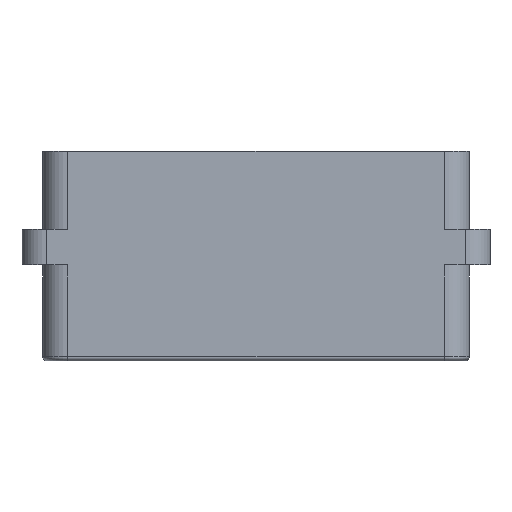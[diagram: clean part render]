
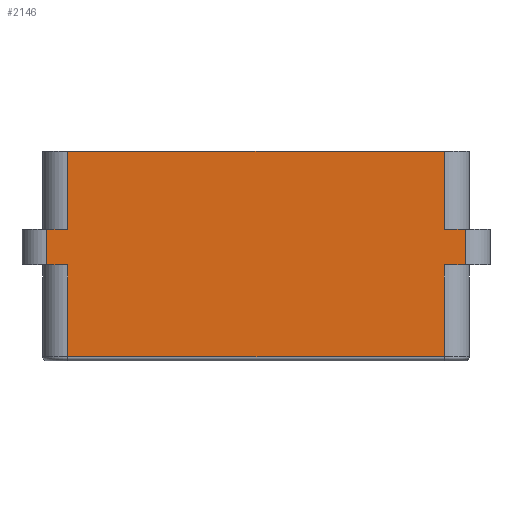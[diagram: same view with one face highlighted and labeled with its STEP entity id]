
A CAD part, front view. The second image highlights one B-rep face of the part: STEP entity #2146.
In plain terms, the highlighted planar face has unit normal (0, -1, 0).
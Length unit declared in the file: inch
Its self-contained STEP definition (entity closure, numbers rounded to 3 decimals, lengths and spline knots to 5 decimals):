
#9 = VERTEX_POINT ( 'NONE', #1044 ) ;
#41 = LINE ( 'NONE', #3097, #4711 ) ;
#55 = EDGE_CURVE ( 'NONE', #798, #3993, #4417, .T. ) ;
#125 = CARTESIAN_POINT ( 'NONE',  ( -0.45, -0.136, 0.315 ) ) ;
#135 = ORIENTED_EDGE ( 'NONE', *, *, #2063, .T. ) ;
#153 = ORIENTED_EDGE ( 'NONE', *, *, #4247, .F. ) ;
#167 = CARTESIAN_POINT ( 'NONE',  ( -0.5, -0.136, 0.315 ) ) ;
#171 = CARTESIAN_POINT ( 'NONE',  ( -0.5, -0.136, 0.315 ) ) ;
#301 = VERTEX_POINT ( 'NONE', #1921 ) ;
#322 = LINE ( 'NONE', #4397, #2183 ) ;
#356 = VERTEX_POINT ( 'NONE', #171 ) ;
#406 = EDGE_CURVE ( 'NONE', #4458, #3022, #1943, .T. ) ;
#522 = VERTEX_POINT ( 'NONE', #1010 ) ;
#538 = ORIENTED_EDGE ( 'NONE', *, *, #3119, .T. ) ;
#577 = ORIENTED_EDGE ( 'NONE', *, *, #406, .F. ) ;
#669 = VERTEX_POINT ( 'NONE', #1827 ) ;
#680 = VECTOR ( 'NONE', #4608, 39.37008 ) ;
#777 = ORIENTED_EDGE ( 'NONE', *, *, #2557, .F. ) ;
#798 = VERTEX_POINT ( 'NONE', #3729 ) ;
#842 = CARTESIAN_POINT ( 'NONE',  ( -0.45, -0.136, 0.5025 ) ) ;
#896 = DIRECTION ( 'NONE',  ( 1., 0., 0. ) ) ;
#913 = LINE ( 'NONE', #3937, #3610 ) ;
#919 = DIRECTION ( 'NONE',  ( 0., 0., 1. ) ) ;
#967 = VECTOR ( 'NONE', #4616, 39.37008 ) ;
#1010 = CARTESIAN_POINT ( 'NONE',  ( 0.452, -0.136, 0.01 ) ) ;
#1044 = CARTESIAN_POINT ( 'NONE',  ( -0.45, -0.136, 0.5025 ) ) ;
#1051 = CARTESIAN_POINT ( 'NONE',  ( -0.5, -0.136, 0.315 ) ) ;
#1106 = DIRECTION ( 'NONE',  ( 0., 0., -1. ) ) ;
#1205 = DIRECTION ( 'NONE',  ( 1., 0., 0. ) ) ;
#1257 = CARTESIAN_POINT ( 'NONE',  ( 0.452, -0.136, 0.5025 ) ) ;
#1274 = CARTESIAN_POINT ( 'NONE',  ( -0.5, -0.136, 0.315 ) ) ;
#1303 = CARTESIAN_POINT ( 'NONE',  ( 0.452, -0.136, 0.5025 ) ) ;
#1364 = DIRECTION ( 'NONE',  ( -1., 0., 0. ) ) ;
#1410 = DIRECTION ( 'NONE',  ( 0., 0., -1. ) ) ;
#1462 = EDGE_CURVE ( 'NONE', #3993, #522, #4752, .T. ) ;
#1624 = CARTESIAN_POINT ( 'NONE',  ( 0., -0.136, 0.23 ) ) ;
#1658 = PLANE ( 'NONE',  #3439 ) ;
#1733 = ORIENTED_EDGE ( 'NONE', *, *, #3048, .F. ) ;
#1801 = EDGE_CURVE ( 'NONE', #3392, #522, #3905, .T. ) ;
#1827 = CARTESIAN_POINT ( 'NONE',  ( -0.45, -0.136, 0.23 ) ) ;
#1839 = CARTESIAN_POINT ( 'NONE',  ( 0.452, -0.136, 0.01 ) ) ;
#1916 = ORIENTED_EDGE ( 'NONE', *, *, #2651, .T. ) ;
#1921 = CARTESIAN_POINT ( 'NONE',  ( 0.502, -0.136, 0.315 ) ) ;
#1943 = LINE ( 'NONE', #1303, #967 ) ;
#2013 = DIRECTION ( 'NONE',  ( 0., 0., -1. ) ) ;
#2063 = EDGE_CURVE ( 'NONE', #669, #3392, #2363, .T. ) ;
#2092 = CARTESIAN_POINT ( 'NONE',  ( -0.45, -0.136, 0.23 ) ) ;
#2146 = ADVANCED_FACE ( 'NONE', ( #3614 ), #1658, .F. ) ;
#2159 = EDGE_CURVE ( 'NONE', #3022, #301, #3728, .T. ) ;
#2183 = VECTOR ( 'NONE', #1106, 39.37008 ) ;
#2363 = LINE ( 'NONE', #2092, #3099 ) ;
#2381 = ORIENTED_EDGE ( 'NONE', *, *, #1462, .F. ) ;
#2400 = DIRECTION ( 'NONE',  ( 1., 0., 0. ) ) ;
#2408 = LINE ( 'NONE', #1051, #4239 ) ;
#2507 = ORIENTED_EDGE ( 'NONE', *, *, #2159, .F. ) ;
#2557 = EDGE_CURVE ( 'NONE', #669, #4708, #913, .T. ) ;
#2565 = DIRECTION ( 'NONE',  ( 1., 0., 0. ) ) ;
#2628 = LINE ( 'NONE', #842, #4697 ) ;
#2642 = LINE ( 'NONE', #4235, #680 ) ;
#2651 = EDGE_CURVE ( 'NONE', #356, #4708, #2408, .T. ) ;
#2721 = CARTESIAN_POINT ( 'NONE',  ( 0.452, -0.136, 0.315 ) ) ;
#2748 = ORIENTED_EDGE ( 'NONE', *, *, #1801, .T. ) ;
#2809 = DIRECTION ( 'NONE',  ( 0., 0., -1. ) ) ;
#3022 = VERTEX_POINT ( 'NONE', #2721 ) ;
#3048 = EDGE_CURVE ( 'NONE', #356, #3818, #41, .T. ) ;
#3074 = EDGE_LOOP ( 'NONE', ( #135, #2748, #2381, #3994, #153, #2507, #577, #3848, #538, #1733, #1916, #777 ) ) ;
#3097 = CARTESIAN_POINT ( 'NONE',  ( -0.5, -0.136, 0.315 ) ) ;
#3099 = VECTOR ( 'NONE', #2809, 39.37008 ) ;
#3110 = CARTESIAN_POINT ( 'NONE',  ( 0.452, -0.136, 0.23 ) ) ;
#3119 = EDGE_CURVE ( 'NONE', #9, #3818, #2642, .T. ) ;
#3224 = CARTESIAN_POINT ( 'NONE',  ( -0.45, -0.136, 0.01 ) ) ;
#3392 = VERTEX_POINT ( 'NONE', #3224 ) ;
#3428 = VECTOR ( 'NONE', #4214, 39.37008 ) ;
#3439 = AXIS2_PLACEMENT_3D ( 'NONE', #1274, #3480, #919 ) ;
#3480 = DIRECTION ( 'NONE',  ( 0., 1., 0. ) ) ;
#3526 = VECTOR ( 'NONE', #2013, 39.37008 ) ;
#3547 = CARTESIAN_POINT ( 'NONE',  ( 0.452, -0.136, 0.23 ) ) ;
#3610 = VECTOR ( 'NONE', #1364, 39.37008 ) ;
#3614 = FACE_OUTER_BOUND ( 'NONE', #3074, .T. ) ;
#3728 = LINE ( 'NONE', #167, #4482 ) ;
#3729 = CARTESIAN_POINT ( 'NONE',  ( 0.502, -0.136, 0.23 ) ) ;
#3818 = VERTEX_POINT ( 'NONE', #125 ) ;
#3848 = ORIENTED_EDGE ( 'NONE', *, *, #4600, .F. ) ;
#3905 = LINE ( 'NONE', #1839, #4775 ) ;
#3937 = CARTESIAN_POINT ( 'NONE',  ( 0., -0.136, 0.23 ) ) ;
#3993 = VERTEX_POINT ( 'NONE', #3547 ) ;
#3994 = ORIENTED_EDGE ( 'NONE', *, *, #55, .F. ) ;
#4207 = CARTESIAN_POINT ( 'NONE',  ( -0.5, -0.136, 0.23 ) ) ;
#4214 = DIRECTION ( 'NONE',  ( -1., 0., 0. ) ) ;
#4235 = CARTESIAN_POINT ( 'NONE',  ( -0.45, -0.136, 0.5025 ) ) ;
#4239 = VECTOR ( 'NONE', #1410, 39.37008 ) ;
#4247 = EDGE_CURVE ( 'NONE', #301, #798, #322, .T. ) ;
#4397 = CARTESIAN_POINT ( 'NONE',  ( 0.502, -0.136, 0.315 ) ) ;
#4417 = LINE ( 'NONE', #1624, #3428 ) ;
#4458 = VERTEX_POINT ( 'NONE', #1257 ) ;
#4482 = VECTOR ( 'NONE', #2400, 39.37008 ) ;
#4600 = EDGE_CURVE ( 'NONE', #9, #4458, #2628, .T. ) ;
#4608 = DIRECTION ( 'NONE',  ( 0., 0., -1. ) ) ;
#4616 = DIRECTION ( 'NONE',  ( 0., 0., -1. ) ) ;
#4697 = VECTOR ( 'NONE', #1205, 39.37008 ) ;
#4708 = VERTEX_POINT ( 'NONE', #4207 ) ;
#4711 = VECTOR ( 'NONE', #896, 39.37008 ) ;
#4752 = LINE ( 'NONE', #3110, #3526 ) ;
#4775 = VECTOR ( 'NONE', #2565, 39.37008 ) ;
